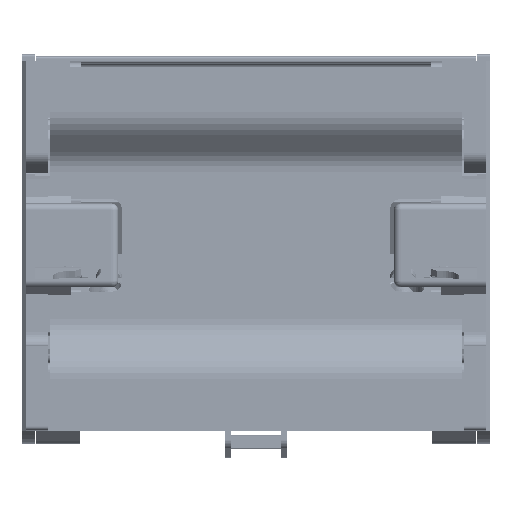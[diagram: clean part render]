
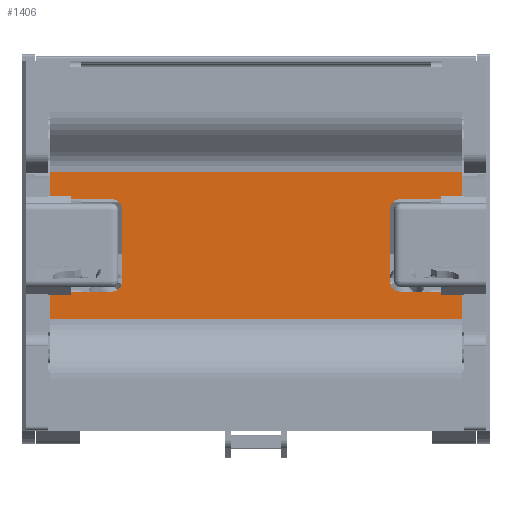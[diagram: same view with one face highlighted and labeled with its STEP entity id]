
A CAD part, front view. The second image highlights one B-rep face of the part: STEP entity #1406.
In plain terms, the highlighted face is planar.
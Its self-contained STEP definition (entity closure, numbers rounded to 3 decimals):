
#123 = ORIENTED_EDGE ( 'NONE', *, *, #29680, .T. ) ;
#473 = VECTOR ( 'NONE', #5479, 1000. ) ;
#1406 = ADVANCED_FACE ( 'NONE', ( #25051 ), #18059, .F. ) ;
#1495 = DIRECTION ( 'NONE',  ( -1., 0., 0. ) ) ;
#1581 = DIRECTION ( 'NONE',  ( 0., 1., 0. ) ) ;
#2090 = VECTOR ( 'NONE', #21890, 1000. ) ;
#2498 = VERTEX_POINT ( 'NONE', #23020 ) ;
#3061 = CARTESIAN_POINT ( 'NONE',  ( 46.05, -16.5, 0. ) ) ;
#3228 = VECTOR ( 'NONE', #1581, 1000. ) ;
#3354 = CARTESIAN_POINT ( 'NONE',  ( 46.05, -16.5, 0. ) ) ;
#3387 = DIRECTION ( 'NONE',  ( 1., 0., 0. ) ) ;
#3860 = DIRECTION ( 'NONE',  ( 1., 0., 0. ) ) ;
#3862 = ORIENTED_EDGE ( 'NONE', *, *, #31524, .F. ) ;
#4070 = VECTOR ( 'NONE', #15538, 1000. ) ;
#4549 = CARTESIAN_POINT ( 'NONE',  ( -30.05, 8.3, 0. ) ) ;
#4831 = LINE ( 'NONE', #18327, #4070 ) ;
#5051 = CARTESIAN_POINT ( 'NONE',  ( 46.05, -10.3, 0. ) ) ;
#5479 = DIRECTION ( 'NONE',  ( 1., 0., 0. ) ) ;
#5886 = VERTEX_POINT ( 'NONE', #37584 ) ;
#5897 = CARTESIAN_POINT ( 'NONE',  ( 32.05, 10.3, 0. ) ) ;
#6771 = EDGE_CURVE ( 'NONE', #21581, #8624, #35167, .T. ) ;
#7097 = LINE ( 'NONE', #10368, #31949 ) ;
#7205 = CIRCLE ( 'NONE', #42899, 2. ) ;
#7656 = CARTESIAN_POINT ( 'NONE',  ( -30.05, -8.3, 0. ) ) ;
#8368 = ORIENTED_EDGE ( 'NONE', *, *, #33325, .T. ) ;
#8624 = VERTEX_POINT ( 'NONE', #7656 ) ;
#8626 = CARTESIAN_POINT ( 'NONE',  ( 32.05, -8.3, 0. ) ) ;
#8665 = EDGE_CURVE ( 'NONE', #29361, #2498, #42831, .T. ) ;
#9021 = LINE ( 'NONE', #33270, #3228 ) ;
#10019 = CIRCLE ( 'NONE', #21184, 2. ) ;
#10303 = LINE ( 'NONE', #28949, #12529 ) ;
#10368 = CARTESIAN_POINT ( 'NONE',  ( 46.05, -16.5, 0. ) ) ;
#10826 = DIRECTION ( 'NONE',  ( 0., 1., 0. ) ) ;
#10921 = DIRECTION ( 'NONE',  ( -1., 0., 0. ) ) ;
#11232 = AXIS2_PLACEMENT_3D ( 'NONE', #19392, #40586, #26392 ) ;
#11252 = EDGE_CURVE ( 'NONE', #31913, #18997, #35288, .T. ) ;
#11305 = EDGE_CURVE ( 'NONE', #18997, #24072, #43644, .T. ) ;
#11503 = DIRECTION ( 'NONE',  ( 0., 1., 0. ) ) ;
#11624 = VERTEX_POINT ( 'NONE', #36324 ) ;
#11694 = EDGE_LOOP ( 'NONE', ( #25447, #41633, #31476, #39133, #3862, #35824, #19919, #22289, #40045, #44631, #42562, #37989, #39990, #123, #8368, #35305 ) ) ;
#11961 = LINE ( 'NONE', #29225, #25293 ) ;
#12192 = DIRECTION ( 'NONE',  ( 0., 0., -1. ) ) ;
#12236 = CARTESIAN_POINT ( 'NONE',  ( -46.05, -10.3, 0. ) ) ;
#12529 = VECTOR ( 'NONE', #14025, 1000. ) ;
#12615 = VERTEX_POINT ( 'NONE', #5897 ) ;
#14025 = DIRECTION ( 'NONE',  ( 0., 1., 0. ) ) ;
#14962 = AXIS2_PLACEMENT_3D ( 'NONE', #32756, #33228, #3860 ) ;
#15538 = DIRECTION ( 'NONE',  ( -1., 0., 0. ) ) ;
#15849 = VECTOR ( 'NONE', #28151, 1000. ) ;
#16123 = CARTESIAN_POINT ( 'NONE',  ( 46.05, 10.3, 0. ) ) ;
#16638 = LINE ( 'NONE', #12236, #473 ) ;
#17117 = DIRECTION ( 'NONE',  ( 0., 0., 1. ) ) ;
#18059 = PLANE ( 'NONE',  #14962 ) ;
#18327 = CARTESIAN_POINT ( 'NONE',  ( 46.05, -16.5, 0. ) ) ;
#18997 = VERTEX_POINT ( 'NONE', #32152 ) ;
#19392 = CARTESIAN_POINT ( 'NONE',  ( -32.05, -8.3, 0. ) ) ;
#19919 = ORIENTED_EDGE ( 'NONE', *, *, #27447, .F. ) ;
#21184 = AXIS2_PLACEMENT_3D ( 'NONE', #25039, #17117, #3387 ) ;
#21192 = VERTEX_POINT ( 'NONE', #4549 ) ;
#21316 = EDGE_CURVE ( 'NONE', #11624, #21581, #16638, .T. ) ;
#21581 = VERTEX_POINT ( 'NONE', #28970 ) ;
#21890 = DIRECTION ( 'NONE',  ( 0., 1., 0. ) ) ;
#22049 = VERTEX_POINT ( 'NONE', #22691 ) ;
#22066 = EDGE_CURVE ( 'NONE', #28671, #12615, #7205, .T. ) ;
#22289 = ORIENTED_EDGE ( 'NONE', *, *, #42964, .T. ) ;
#22456 = AXIS2_PLACEMENT_3D ( 'NONE', #8626, #22837, #33556 ) ;
#22508 = CARTESIAN_POINT ( 'NONE',  ( 46.05, -10.3, 0. ) ) ;
#22691 = CARTESIAN_POINT ( 'NONE',  ( -46.05, 10.3, 0. ) ) ;
#22781 = CARTESIAN_POINT ( 'NONE',  ( -46.05, -16.5, 0. ) ) ;
#22837 = DIRECTION ( 'NONE',  ( 0., 0., -1. ) ) ;
#23020 = CARTESIAN_POINT ( 'NONE',  ( 32.05, -10.3, 0. ) ) ;
#23332 = LINE ( 'NONE', #16123, #15849 ) ;
#23470 = VERTEX_POINT ( 'NONE', #3061 ) ;
#23871 = EDGE_CURVE ( 'NONE', #5886, #28671, #10303, .T. ) ;
#24072 = VERTEX_POINT ( 'NONE', #44050 ) ;
#25039 = CARTESIAN_POINT ( 'NONE',  ( -32.05, 8.3, 0. ) ) ;
#25051 = FACE_OUTER_BOUND ( 'NONE', #11694, .T. ) ;
#25116 = CARTESIAN_POINT ( 'NONE',  ( -30.05, 8.3, 0. ) ) ;
#25293 = VECTOR ( 'NONE', #35752, 1000. ) ;
#25337 = DIRECTION ( 'NONE',  ( 0., 1., 0. ) ) ;
#25447 = ORIENTED_EDGE ( 'NONE', *, *, #11252, .F. ) ;
#25662 = EDGE_CURVE ( 'NONE', #38144, #11624, #28886, .T. ) ;
#26341 = VECTOR ( 'NONE', #25337, 1000. ) ;
#26392 = DIRECTION ( 'NONE',  ( 1., 0., 0. ) ) ;
#27447 = EDGE_CURVE ( 'NONE', #23470, #29361, #7097, .T. ) ;
#28151 = DIRECTION ( 'NONE',  ( 1., 0., 0. ) ) ;
#28671 = VERTEX_POINT ( 'NONE', #40906 ) ;
#28886 = LINE ( 'NONE', #39557, #2090 ) ;
#28949 = CARTESIAN_POINT ( 'NONE',  ( 30.05, 8.3, 0. ) ) ;
#28970 = CARTESIAN_POINT ( 'NONE',  ( -32.05, -10.3, 0. ) ) ;
#29225 = CARTESIAN_POINT ( 'NONE',  ( -46.05, 10.3, 0. ) ) ;
#29361 = VERTEX_POINT ( 'NONE', #5051 ) ;
#29680 = EDGE_CURVE ( 'NONE', #39829, #22049, #11961, .T. ) ;
#29887 = CIRCLE ( 'NONE', #22456, 2. ) ;
#31476 = ORIENTED_EDGE ( 'NONE', *, *, #22066, .F. ) ;
#31524 = EDGE_CURVE ( 'NONE', #2498, #5886, #29887, .T. ) ;
#31913 = VERTEX_POINT ( 'NONE', #40688 ) ;
#31949 = VECTOR ( 'NONE', #10826, 1000. ) ;
#32152 = CARTESIAN_POINT ( 'NONE',  ( 46.05, 16.5, 0. ) ) ;
#32756 = CARTESIAN_POINT ( 'NONE',  ( 46.05, -16.5, 0. ) ) ;
#33013 = EDGE_CURVE ( 'NONE', #12615, #31913, #23332, .T. ) ;
#33228 = DIRECTION ( 'NONE',  ( 0., 0., 1. ) ) ;
#33270 = CARTESIAN_POINT ( 'NONE',  ( -46.05, -16.5, 0. ) ) ;
#33325 = EDGE_CURVE ( 'NONE', #22049, #24072, #9021, .T. ) ;
#33556 = DIRECTION ( 'NONE',  ( -1., 0., 0. ) ) ;
#35167 = CIRCLE ( 'NONE', #11232, 2. ) ;
#35288 = LINE ( 'NONE', #3354, #36098 ) ;
#35305 = ORIENTED_EDGE ( 'NONE', *, *, #11305, .F. ) ;
#35362 = VECTOR ( 'NONE', #1495, 1000. ) ;
#35752 = DIRECTION ( 'NONE',  ( -1., 0., 0. ) ) ;
#35824 = ORIENTED_EDGE ( 'NONE', *, *, #8665, .F. ) ;
#36098 = VECTOR ( 'NONE', #11503, 1000. ) ;
#36107 = EDGE_CURVE ( 'NONE', #8624, #21192, #39102, .T. ) ;
#36205 = DIRECTION ( 'NONE',  ( -1., 0., 0. ) ) ;
#36324 = CARTESIAN_POINT ( 'NONE',  ( -46.05, -10.3, 0. ) ) ;
#37584 = CARTESIAN_POINT ( 'NONE',  ( 30.05, -8.3, 0. ) ) ;
#37989 = ORIENTED_EDGE ( 'NONE', *, *, #36107, .T. ) ;
#38144 = VERTEX_POINT ( 'NONE', #22781 ) ;
#39102 = LINE ( 'NONE', #25116, #26341 ) ;
#39133 = ORIENTED_EDGE ( 'NONE', *, *, #23871, .F. ) ;
#39557 = CARTESIAN_POINT ( 'NONE',  ( -46.05, -16.5, 0. ) ) ;
#39674 = CARTESIAN_POINT ( 'NONE',  ( 32.05, 8.3, 0. ) ) ;
#39829 = VERTEX_POINT ( 'NONE', #41244 ) ;
#39990 = ORIENTED_EDGE ( 'NONE', *, *, #40702, .T. ) ;
#40045 = ORIENTED_EDGE ( 'NONE', *, *, #25662, .T. ) ;
#40586 = DIRECTION ( 'NONE',  ( 0., 0., 1. ) ) ;
#40688 = CARTESIAN_POINT ( 'NONE',  ( 46.05, 10.3, 0. ) ) ;
#40702 = EDGE_CURVE ( 'NONE', #21192, #39829, #10019, .T. ) ;
#40906 = CARTESIAN_POINT ( 'NONE',  ( 30.05, 8.3, 0. ) ) ;
#41118 = VECTOR ( 'NONE', #10921, 1000. ) ;
#41244 = CARTESIAN_POINT ( 'NONE',  ( -32.05, 10.3, 0. ) ) ;
#41633 = ORIENTED_EDGE ( 'NONE', *, *, #33013, .F. ) ;
#42562 = ORIENTED_EDGE ( 'NONE', *, *, #6771, .T. ) ;
#42831 = LINE ( 'NONE', #22508, #41118 ) ;
#42899 = AXIS2_PLACEMENT_3D ( 'NONE', #39674, #12192, #36205 ) ;
#42964 = EDGE_CURVE ( 'NONE', #23470, #38144, #4831, .T. ) ;
#43161 = CARTESIAN_POINT ( 'NONE',  ( 46.05, 16.5, 0. ) ) ;
#43644 = LINE ( 'NONE', #43161, #35362 ) ;
#44050 = CARTESIAN_POINT ( 'NONE',  ( -46.05, 16.5, 0. ) ) ;
#44631 = ORIENTED_EDGE ( 'NONE', *, *, #21316, .T. ) ;
